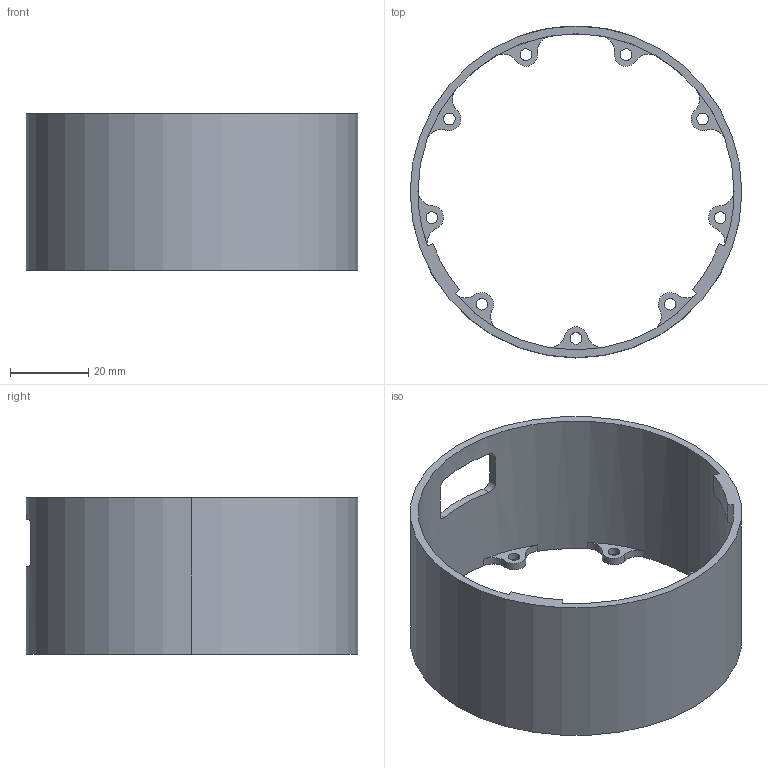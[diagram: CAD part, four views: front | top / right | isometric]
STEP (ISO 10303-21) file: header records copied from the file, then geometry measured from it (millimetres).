
FILE_DESCRIPTION (( 'STEP AP203' ), '1' );
FILE_NAME ('axis1_萇儂欶2(step203).STEP', '2023-10-29T03:38:38', ( '' ), ( '' ), 'SwSTEP 2.0', 'SolidWorks 2023', '' );
FILE_SCHEMA (( 'CONFIG_CONTROL_DESIGN' ));
Length unit declared in the file: millimetre
Products named in the file (1): axis1_电机罩2(step203)
Bounding box: 85 x 85 x 40 mm (x, y, z)
Volume: 21209.6 mm3; surface area: 22513.5 mm2
Topology: 1 solids, 1 shells, 85 faces, 249 edges, 166 vertices
Faces by surface type: cylinder 64, plane 21
Entity records: 3130 total; most frequent: CARTESIAN_POINT 617, DIRECTION 559, ORIENTED_EDGE 498, EDGE_CURVE 249, AXIS2_PLACEMENT_3D 232, VERTEX_POINT 166, CIRCLE 146, EDGE_LOOP 107
